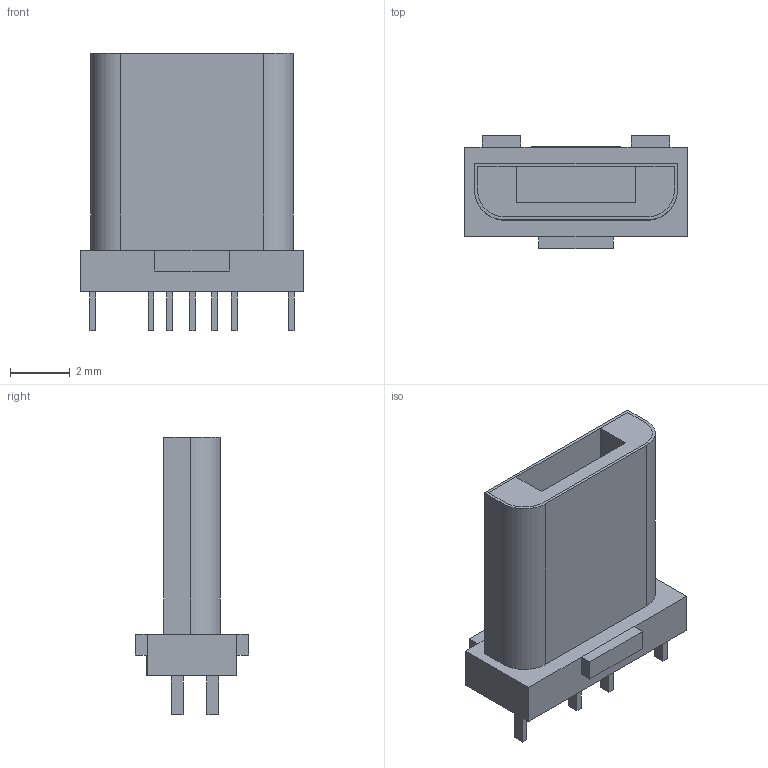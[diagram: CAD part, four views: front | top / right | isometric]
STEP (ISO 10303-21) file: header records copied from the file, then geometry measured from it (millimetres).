
FILE_DESCRIPTION(('FreeCAD Model'),'2;1');
FILE_NAME('USBMicro.step', '2019-08-31T16:53:43',('kicad StepUp'),('ksu MCAD'), 'Open CASCADE STEP processor 7.3','FreeCAD','Unknown');
FILE_SCHEMA(('AUTOMOTIVE_DESIGN { 1 0 10303 214 1 1 1 1 }'));
Length unit declared in the file: millimetre
Products named in the file (1): USBMicro
Bounding box: 7.5 x 3.8 x 9.3 mm (x, y, z)
Volume: 84.4 mm3; surface area: 269 mm2
Topology: 1 solids, 1 shells, 80 faces, 198 edges, 130 vertices
Faces by surface type: plane 78, cylinder 2
Entity records: 2893 total; most frequent: CARTESIAN_POINT 409, ORIENTED_EDGE 396, DIRECTION 366, EDGE_CURVE 198, LINE 192, VECTOR 192, VERTEX_POINT 130, FACE_BOUND 90
